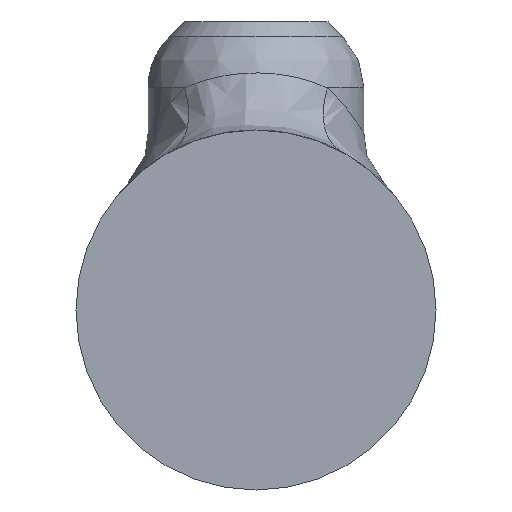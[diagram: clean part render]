
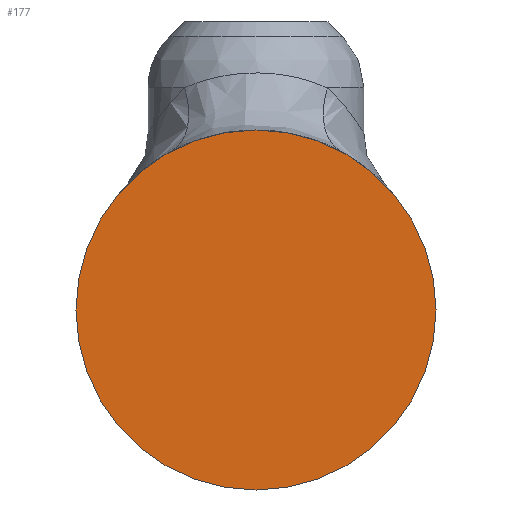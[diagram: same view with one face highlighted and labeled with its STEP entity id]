
A CAD part, front view. The second image highlights one B-rep face of the part: STEP entity #177.
In plain terms, the highlighted planar face has unit normal (0, -1, 0).
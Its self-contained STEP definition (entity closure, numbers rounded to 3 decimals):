
#17=PLANE('',#210);
#39=FACE_OUTER_BOUND('',#52,.T.);
#52=EDGE_LOOP('',(#161));
#71=CIRCLE('',#203,5.);
#87=VERTEX_POINT('',#544);
#109=EDGE_CURVE('',#87,#87,#71,.T.);
#161=ORIENTED_EDGE('',*,*,#109,.F.);
#177=ADVANCED_FACE('',(#39),#17,.F.);
#203=AXIS2_PLACEMENT_3D('',#546,#236,#237);
#210=AXIS2_PLACEMENT_3D('',#583,#251,#252);
#236=DIRECTION('center_axis',(0.,1.,0.));
#237=DIRECTION('ref_axis',(1.,0.,0.));
#251=DIRECTION('center_axis',(0.,1.,0.));
#252=DIRECTION('ref_axis',(1.,0.,0.));
#544=CARTESIAN_POINT('',(-5.,0.,0.));
#546=CARTESIAN_POINT('Origin',(0.,0.,0.));
#583=CARTESIAN_POINT('Origin',(0.,0.,0.));
